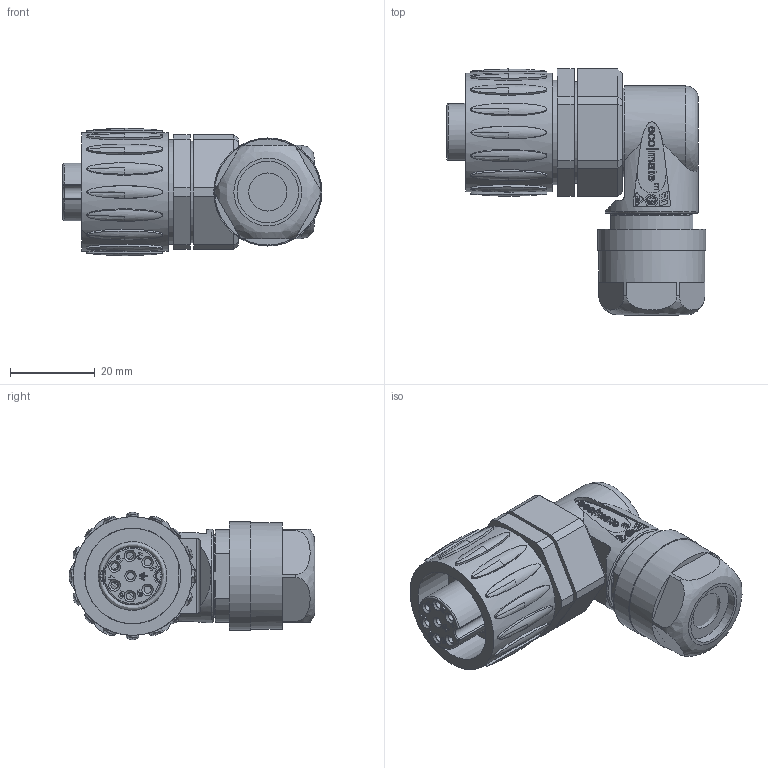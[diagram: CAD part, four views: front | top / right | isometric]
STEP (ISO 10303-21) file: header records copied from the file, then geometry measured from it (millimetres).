
FILE_DESCRIPTION(/* description */ (''),/* implementation_level */ '2;1');
FILE_NAME(/* name */ 'c016 10f006 000 1xnxc001-01.stp',/* time_stamp */ '2019-07-08T08:39:27+02:00',/* author */ (''),/* organization */ (''),/* preprocessor_version */ 'ST-DEVELOPER v16.7',/* originating_system */ 'SIEMENS PLM Software NX 12.0',/* authorisation */ '');
FILE_SCHEMA (('AUTOMOTIVE_DESIGN { 1 0 10303 214 3 1 1 1 }'));
Length unit declared in the file: millimetre
Products named in the file (1): c016 10f006 000 1xnxc001-01
Bounding box: 61.25 x 58 x 30 mm (x, y, z)
Volume: 42670.8 mm3; surface area: 15024.9 mm2
Topology: 2 solids, 3 shells, 890 faces, 2345 edges, 1514 vertices
Faces by surface type: plane 591, cylinder 193, bspline 64, extrusion 28, cone 13, revolution 1
Full cylindrical faces by diameter (mm): 0.384 x1, 1.7 x7, 1.837 x1, 2.75 x7, 9 x1, 13.6 x1, 14.5 x1, 17 x1, 21 x1, 22 x1, 22.6 x1, 23 x1, 24 x2, 24.7 x1, 25 x1, 25.5 x1, 28 x1
Entity records: 31014 total; most frequent: CARTESIAN_POINT 9920, ORIENTED_EDGE 4414, DIRECTION 4095, EDGE_CURVE 2207, VECTOR 1576, LINE 1548, VERTEX_POINT 1477, AXIS2_PLACEMENT_3D 1259
